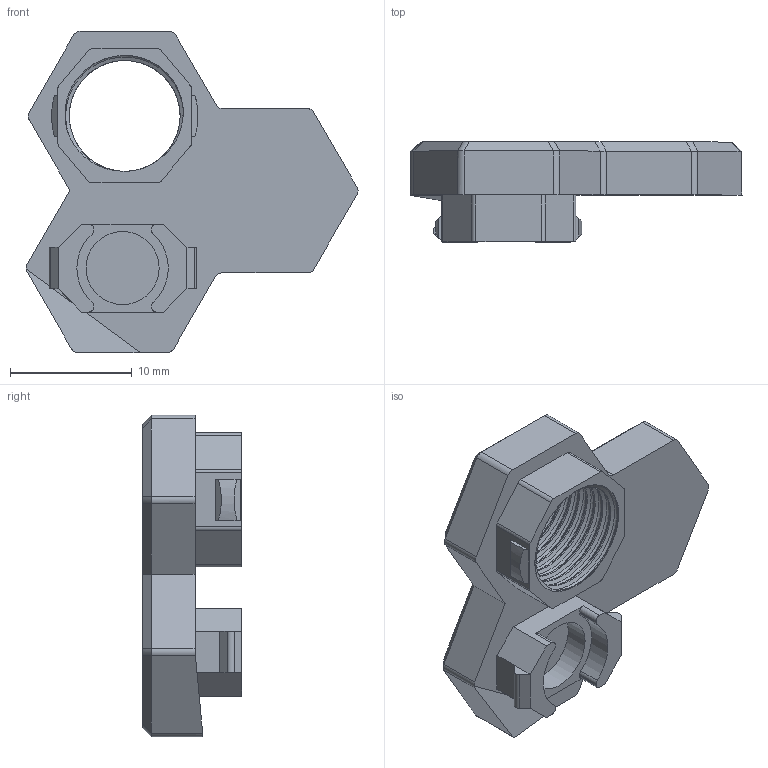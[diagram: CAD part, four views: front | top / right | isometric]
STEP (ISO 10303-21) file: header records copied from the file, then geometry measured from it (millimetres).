
FILE_DESCRIPTION(/* description */ (''),/* implementation_level */ '2;1');
FILE_NAME(/* name */ '[LEFT]Low_M10_PC4_noLED_High_Blank.step',/* time_stamp */ '2025-03-30T15:09:37+02:00',/* author */ (''),/* organization */ (''),/* preprocessor_version */ 'ST-DEVELOPER v20.1',/* originating_system */ 'Autodesk Translation Framework v14.4.0.0',/* authorisation */ '');
FILE_SCHEMA (('AUTOMOTIVE_DESIGN { 1 0 10303 214 3 1 1 }'));
Length unit declared in the file: millimetre
Products named in the file (1): Single_M10_PC4_noLED (1) (1) (1)
Bounding box: 27.24 x 8.2 x 26.37 mm (x, y, z)
Volume: 1828.9 mm3; surface area: 1879.9 mm2
Topology: 1 solids, 1 shells, 151 faces, 571 edges, 428 vertices
Faces by surface type: plane 80, cylinder 46, bspline 23, cone 2
Full cylindrical faces by diameter (mm): 6 x1
Entity records: 18440 total; most frequent: CARTESIAN_POINT 13872, ORIENTED_EDGE 1142, DIRECTION 703, EDGE_CURVE 571, VERTEX_POINT 428, LINE 255, VECTOR 255, AXIS2_PLACEMENT_3D 224
